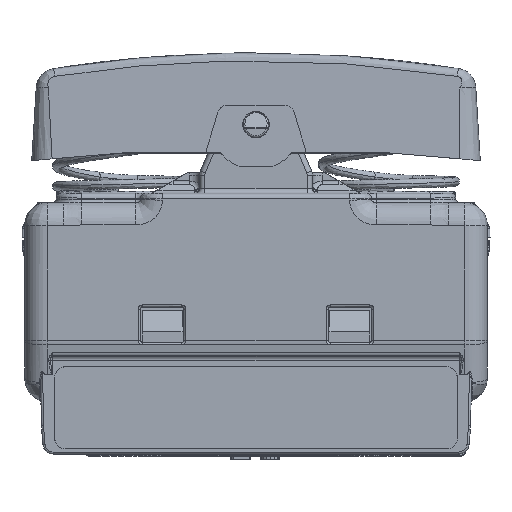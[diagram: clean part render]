
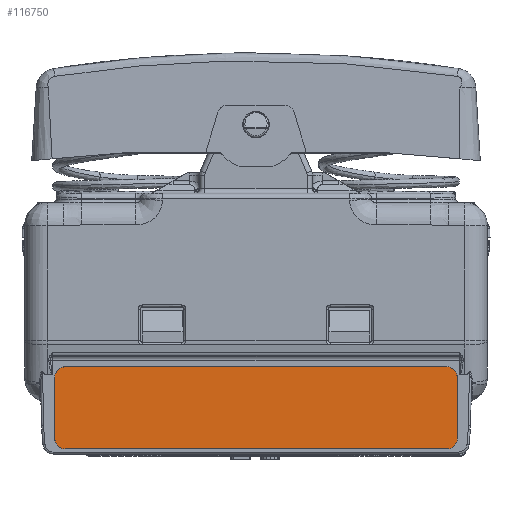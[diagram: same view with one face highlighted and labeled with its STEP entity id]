
A CAD part, left-side view. The second image highlights one B-rep face of the part: STEP entity #116750.
In plain terms, the highlighted planar face has unit normal (-1, 0, 0).
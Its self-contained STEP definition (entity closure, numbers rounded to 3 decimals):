
#116674=AXIS2_PLACEMENT_3D('Plane Axis2P3D',#116671,#116672,#116673) ;
#116671=CARTESIAN_POINT('Axis2P3D Location',(-10.99,0.,0.)) ;
#116677=CARTESIAN_POINT('Control Point',(-10.99,18.6,-24.9)) ;
#116678=CARTESIAN_POINT('Control Point',(-10.99,18.993,-24.9)) ;
#116679=CARTESIAN_POINT('Control Point',(-10.99,19.39,-24.69)) ;
#116680=CARTESIAN_POINT('Control Point',(-10.99,19.6,-24.293)) ;
#116681=CARTESIAN_POINT('Control Point',(-10.99,19.6,-23.9)) ;
#116682=CARTESIAN_POINT('Vertex',(-10.99,18.6,-24.9)) ;
#116684=CARTESIAN_POINT('Vertex',(-10.99,19.6,-23.9)) ;
#116687=CARTESIAN_POINT('Line Origine',(-10.99,0.,-24.9)) ;
#116691=CARTESIAN_POINT('Vertex',(-10.99,-18.6,-24.9)) ;
#116695=CARTESIAN_POINT('Control Point',(-10.99,-19.6,-23.9)) ;
#116696=CARTESIAN_POINT('Control Point',(-10.99,-19.6,-24.293)) ;
#116697=CARTESIAN_POINT('Control Point',(-10.99,-19.39,-24.69)) ;
#116698=CARTESIAN_POINT('Control Point',(-10.99,-18.993,-24.9)) ;
#116699=CARTESIAN_POINT('Control Point',(-10.99,-18.6,-24.9)) ;
#116700=CARTESIAN_POINT('Vertex',(-10.99,-19.6,-23.9)) ;
#116703=CARTESIAN_POINT('Line Origine',(-10.99,-19.6,-20.9)) ;
#116707=CARTESIAN_POINT('Vertex',(-10.99,-19.6,-17.9)) ;
#116711=CARTESIAN_POINT('Control Point',(-10.99,-18.6,-16.9)) ;
#116712=CARTESIAN_POINT('Control Point',(-10.99,-18.993,-16.9)) ;
#116713=CARTESIAN_POINT('Control Point',(-10.99,-19.39,-17.11)) ;
#116714=CARTESIAN_POINT('Control Point',(-10.99,-19.6,-17.507)) ;
#116715=CARTESIAN_POINT('Control Point',(-10.99,-19.6,-17.9)) ;
#116716=CARTESIAN_POINT('Vertex',(-10.99,-18.6,-16.9)) ;
#116719=CARTESIAN_POINT('Line Origine',(-10.99,0.,-16.9)) ;
#116723=CARTESIAN_POINT('Vertex',(-10.99,18.6,-16.9)) ;
#116727=CARTESIAN_POINT('Control Point',(-10.99,19.6,-17.9)) ;
#116728=CARTESIAN_POINT('Control Point',(-10.99,19.6,-17.507)) ;
#116729=CARTESIAN_POINT('Control Point',(-10.99,19.39,-17.11)) ;
#116730=CARTESIAN_POINT('Control Point',(-10.99,18.993,-16.9)) ;
#116731=CARTESIAN_POINT('Control Point',(-10.99,18.6,-16.9)) ;
#116732=CARTESIAN_POINT('Vertex',(-10.99,19.6,-17.9)) ;
#116735=CARTESIAN_POINT('Line Origine',(-10.99,19.6,-20.9)) ;
#116672=DIRECTION('Axis2P3D Direction',(1.,0.,0.)) ;
#116673=DIRECTION('Axis2P3D XDirection',(0.,1.,0.)) ;
#116688=DIRECTION('Vector Direction',(0.,1.,0.)) ;
#116704=DIRECTION('Vector Direction',(0.,0.,1.)) ;
#116720=DIRECTION('Vector Direction',(0.,1.,0.)) ;
#116736=DIRECTION('Vector Direction',(0.,0.,1.)) ;
#116689=VECTOR('Line Direction',#116688,1.) ;
#116705=VECTOR('Line Direction',#116704,1.) ;
#116721=VECTOR('Line Direction',#116720,1.) ;
#116737=VECTOR('Line Direction',#116736,1.) ;
#116741=ORIENTED_EDGE('',*,*,#116686,.F.) ;
#116742=ORIENTED_EDGE('',*,*,#116693,.F.) ;
#116743=ORIENTED_EDGE('',*,*,#116702,.F.) ;
#116744=ORIENTED_EDGE('',*,*,#116709,.F.) ;
#116745=ORIENTED_EDGE('',*,*,#116718,.F.) ;
#116746=ORIENTED_EDGE('',*,*,#116725,.T.) ;
#116747=ORIENTED_EDGE('',*,*,#116734,.F.) ;
#116748=ORIENTED_EDGE('',*,*,#116739,.F.) ;
#116750=ADVANCED_FACE('PartBody',(#116749),#116675,.F.) ;
#116676=B_SPLINE_CURVE_WITH_KNOTS('',4,(#116677,#116678,#116679,#116680,#116681),.UNSPECIFIED.,.F.,.U.,(5,5),(4.712,6.283),.UNSPECIFIED.) ;
#116694=B_SPLINE_CURVE_WITH_KNOTS('',4,(#116695,#116696,#116697,#116698,#116699),.UNSPECIFIED.,.F.,.U.,(5,5),(3.142,4.712),.UNSPECIFIED.) ;
#116710=B_SPLINE_CURVE_WITH_KNOTS('',4,(#116711,#116712,#116713,#116714,#116715),.UNSPECIFIED.,.F.,.U.,(5,5),(1.571,3.142),.UNSPECIFIED.) ;
#116726=B_SPLINE_CURVE_WITH_KNOTS('',4,(#116727,#116728,#116729,#116730,#116731),.UNSPECIFIED.,.F.,.U.,(5,5),(0.,1.571),.UNSPECIFIED.) ;
#116686=EDGE_CURVE('',#116683,#116685,#116676,.T.) ;
#116693=EDGE_CURVE('',#116692,#116683,#116690,.T.) ;
#116702=EDGE_CURVE('',#116701,#116692,#116694,.T.) ;
#116709=EDGE_CURVE('',#116708,#116701,#116706,.F.) ;
#116718=EDGE_CURVE('',#116717,#116708,#116710,.T.) ;
#116725=EDGE_CURVE('',#116717,#116724,#116722,.T.) ;
#116734=EDGE_CURVE('',#116733,#116724,#116726,.T.) ;
#116739=EDGE_CURVE('',#116685,#116733,#116738,.T.) ;
#116740=EDGE_LOOP('',(#116741,#116742,#116743,#116744,#116745,#116746,#116747,#116748)) ;
#116749=FACE_OUTER_BOUND('',#116740,.T.) ;
#116690=LINE('Line',#116687,#116689) ;
#116706=LINE('Line',#116703,#116705) ;
#116722=LINE('Line',#116719,#116721) ;
#116738=LINE('Line',#116735,#116737) ;
#116675=PLANE('',#116674) ;
#116683=VERTEX_POINT('',#116682) ;
#116685=VERTEX_POINT('',#116684) ;
#116692=VERTEX_POINT('',#116691) ;
#116701=VERTEX_POINT('',#116700) ;
#116708=VERTEX_POINT('',#116707) ;
#116717=VERTEX_POINT('',#116716) ;
#116724=VERTEX_POINT('',#116723) ;
#116733=VERTEX_POINT('',#116732) ;
